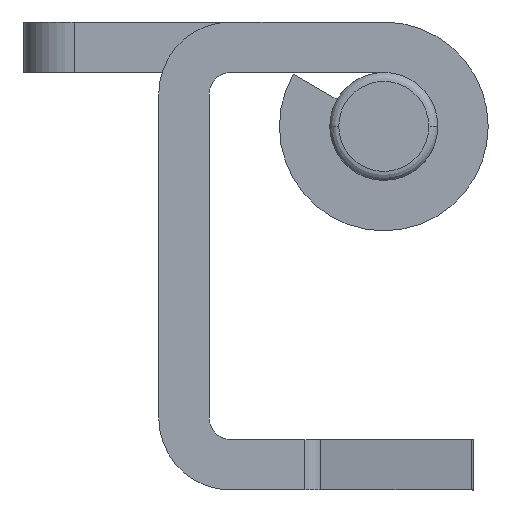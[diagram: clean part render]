
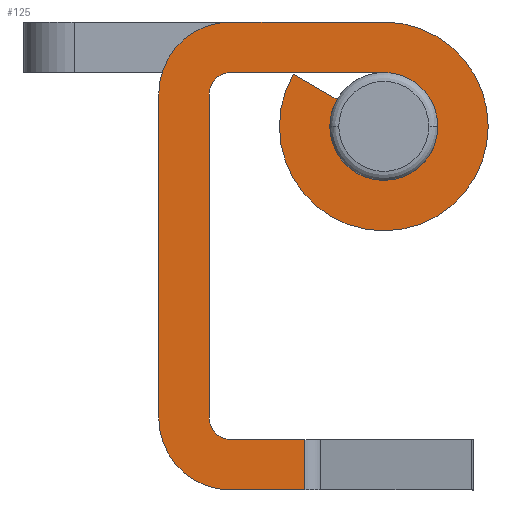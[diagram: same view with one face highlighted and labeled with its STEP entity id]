
A CAD part, front view. The second image highlights one B-rep face of the part: STEP entity #125.
In plain terms, the highlighted planar face has unit normal (0, -1, 0).
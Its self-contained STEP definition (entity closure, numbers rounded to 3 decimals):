
#125=ADVANCED_FACE('',(#265),#2216,.T.);
#265=FACE_OUTER_BOUND('',#423,.T.);
#423=EDGE_LOOP('',(#888,#889,#890,#891,#892,#893,#894,#895,#896,#897,#898,
#899,#900,#901));
#888=ORIENTED_EDGE('',*,*,#1295,.T.);
#889=ORIENTED_EDGE('',*,*,#1299,.T.);
#890=ORIENTED_EDGE('',*,*,#1343,.T.);
#891=ORIENTED_EDGE('',*,*,#1302,.T.);
#892=ORIENTED_EDGE('',*,*,#1344,.T.);
#893=ORIENTED_EDGE('',*,*,#1304,.T.);
#894=ORIENTED_EDGE('',*,*,#1278,.T.);
#895=ORIENTED_EDGE('',*,*,#1282,.T.);
#896=ORIENTED_EDGE('',*,*,#1285,.T.);
#897=ORIENTED_EDGE('',*,*,#1288,.T.);
#898=ORIENTED_EDGE('',*,*,#1351,.T.);
#899=ORIENTED_EDGE('',*,*,#1291,.T.);
#900=ORIENTED_EDGE('',*,*,#1354,.T.);
#901=ORIENTED_EDGE('',*,*,#1294,.T.);
#1278=EDGE_CURVE('',#2035,#2034,#1713,.T.);
#1282=EDGE_CURVE('',#2034,#2037,#1469,.T.);
#1285=EDGE_CURVE('',#2037,#2039,#1715,.T.);
#1288=EDGE_CURVE('',#2039,#2069,#1472,.T.);
#1291=EDGE_CURVE('',#2073,#2072,#1475,.T.);
#1294=EDGE_CURVE('',#2075,#2123,#1478,.T.);
#1295=EDGE_CURVE('',#2123,#2127,#1479,.T.);
#1299=EDGE_CURVE('',#2127,#2057,#1483,.T.);
#1302=EDGE_CURVE('',#2061,#2060,#1486,.T.);
#1304=EDGE_CURVE('',#2063,#2035,#1488,.T.);
#1343=EDGE_CURVE('',#2057,#2061,#1729,.T.);
#1344=EDGE_CURVE('',#2060,#2063,#1730,.T.);
#1351=EDGE_CURVE('',#2069,#2073,#1734,.T.);
#1354=EDGE_CURVE('',#2072,#2075,#1737,.T.);
#1469=B_SPLINE_CURVE_WITH_KNOTS('',1,(#4240,#4241),.UNSPECIFIED.,.F.,.F.,
(2,2),(-140.092,-137.292),.UNSPECIFIED.);
#1472=B_SPLINE_CURVE_WITH_KNOTS('',1,(#4254,#4255),.UNSPECIFIED.,.F.,.F.,
(2,2),(-106.924,-98.424),.UNSPECIFIED.);
#1475=B_SPLINE_CURVE_WITH_KNOTS('',1,(#4260,#4261),.UNSPECIFIED.,.F.,.F.,
(2,2),(-90.424,-72.424),.UNSPECIFIED.);
#1478=B_SPLINE_CURVE_WITH_KNOTS('',1,(#4266,#4267),.UNSPECIFIED.,.F.,.F.,
(2,2),(-64.424,-60.304),.UNSPECIFIED.);
#1479=B_SPLINE_CURVE_WITH_KNOTS('',1,(#4268,#4269),.UNSPECIFIED.,.F.,.F.,
(2,2),(0.,2.8),.UNSPECIFIED.);
#1483=B_SPLINE_CURVE_WITH_KNOTS('',1,(#4276,#4277),.UNSPECIFIED.,.F.,.F.,
(2,2),(-38.743,-34.624),.UNSPECIFIED.);
#1486=B_SPLINE_CURVE_WITH_KNOTS('',1,(#4282,#4283),.UNSPECIFIED.,.F.,.F.,
(2,2),(-32.224,-14.224),.UNSPECIFIED.);
#1488=B_SPLINE_CURVE_WITH_KNOTS('',1,(#4286,#4287),.UNSPECIFIED.,.F.,.F.,
(2,2),(-11.824,-3.324),.UNSPECIFIED.);
#1713=TRIMMED_CURVE($,#1873,(#4232),(#4233),.T.,.CARTESIAN.);
#1715=TRIMMED_CURVE($,#1875,(#4248),(#4249),.T.,.CARTESIAN.);
#1729=TRIMMED_CURVE($,#1889,(#4382),(#4383),.T.,.CARTESIAN.);
#1730=TRIMMED_CURVE($,#1890,(#4385),(#4386),.T.,.CARTESIAN.);
#1734=TRIMMED_CURVE($,#1894,(#4403),(#4404),.T.,.CARTESIAN.);
#1737=TRIMMED_CURVE($,#1897,(#4412),(#4413),.T.,.CARTESIAN.);
#1873=CIRCLE('',#2577,3.);
#1875=CIRCLE('',#2579,5.8);
#1889=CIRCLE('',#2593,1.2);
#1890=CIRCLE('',#2594,1.2);
#1894=CIRCLE('',#2598,4.);
#1897=CIRCLE('',#2601,4.);
#2034=VERTEX_POINT('',#4116);
#2035=VERTEX_POINT('',#4117);
#2037=VERTEX_POINT('',#4119);
#2039=VERTEX_POINT('',#4121);
#2057=VERTEX_POINT('',#4139);
#2060=VERTEX_POINT('',#4142);
#2061=VERTEX_POINT('',#4143);
#2063=VERTEX_POINT('',#4145);
#2069=VERTEX_POINT('',#4151);
#2072=VERTEX_POINT('',#4154);
#2073=VERTEX_POINT('',#4155);
#2075=VERTEX_POINT('',#4157);
#2123=VERTEX_POINT('',#4205);
#2127=VERTEX_POINT('',#4209);
#2216=PLANE('',#2574);
#2574=AXIS2_PLACEMENT_3D('',#4052,#2943,$);
#2577=AXIS2_PLACEMENT_3D($,#4231,#2947,#2948);
#2579=AXIS2_PLACEMENT_3D($,#4247,#2951,#2952);
#2593=AXIS2_PLACEMENT_3D($,#4381,#2979,#2980);
#2594=AXIS2_PLACEMENT_3D($,#4384,#2981,#2982);
#2598=AXIS2_PLACEMENT_3D($,#4402,#2989,#2990);
#2601=AXIS2_PLACEMENT_3D($,#4411,#2995,#2996);
#2943=DIRECTION('',(0.,-1.,0.));
#2947=DIRECTION('',(0.,1.,0.));
#2948=DIRECTION('',(0.,0.,1.));
#2951=DIRECTION('',(0.,-1.,0.));
#2952=DIRECTION('',(-0.866,0.,0.5));
#2979=DIRECTION('',(0.,1.,0.));
#2980=DIRECTION('',(0.,0.,-1.));
#2981=DIRECTION('',(0.,1.,0.));
#2982=DIRECTION('',(-1.,0.,0.));
#2989=DIRECTION('',(0.,-1.,0.));
#2990=DIRECTION('',(0.,0.,1.));
#2995=DIRECTION('',(0.,-1.,0.));
#2996=DIRECTION('',(-1.,0.,0.));
#4052=CARTESIAN_POINT('',(-3.533,56.469,-4.135));
#4116=CARTESIAN_POINT('',(6.561,56.469,17.825));
#4117=CARTESIAN_POINT('',(9.159,56.469,19.325));
#4119=CARTESIAN_POINT('',(4.136,56.469,19.225));
#4121=CARTESIAN_POINT('',(9.159,56.469,22.125));
#4139=CARTESIAN_POINT('',(0.659,56.469,-1.075));
#4142=CARTESIAN_POINT('',(-0.541,56.469,18.125));
#4143=CARTESIAN_POINT('',(-0.541,56.469,0.125));
#4145=CARTESIAN_POINT('',(0.659,56.469,19.325));
#4151=CARTESIAN_POINT('',(0.659,56.469,22.125));
#4154=CARTESIAN_POINT('',(-3.341,56.469,0.125));
#4155=CARTESIAN_POINT('',(-3.341,56.469,18.125));
#4157=CARTESIAN_POINT('',(0.659,56.469,-3.875));
#4205=CARTESIAN_POINT('',(4.779,56.469,-3.875));
#4209=CARTESIAN_POINT('',(4.779,56.469,-1.075));
#4231=CARTESIAN_POINT('',(9.159,56.469,16.325));
#4232=CARTESIAN_POINT('',(9.159,56.469,19.325));
#4233=CARTESIAN_POINT('',(6.561,56.469,17.825));
#4240=CARTESIAN_POINT('',(6.561,56.469,17.825));
#4241=CARTESIAN_POINT('',(4.136,56.469,19.225));
#4247=CARTESIAN_POINT('',(9.159,56.469,16.325));
#4248=CARTESIAN_POINT('',(4.136,56.469,19.225));
#4249=CARTESIAN_POINT('',(9.159,56.469,22.125));
#4254=CARTESIAN_POINT('',(9.159,56.469,22.125));
#4255=CARTESIAN_POINT('',(0.659,56.469,22.125));
#4260=CARTESIAN_POINT('',(-3.341,56.469,18.125));
#4261=CARTESIAN_POINT('',(-3.341,56.469,0.125));
#4266=CARTESIAN_POINT('',(0.659,56.469,-3.875));
#4267=CARTESIAN_POINT('',(4.779,56.469,-3.875));
#4268=CARTESIAN_POINT('',(4.779,56.469,-3.875));
#4269=CARTESIAN_POINT('',(4.779,56.469,-1.075));
#4276=CARTESIAN_POINT('',(4.779,56.469,-1.075));
#4277=CARTESIAN_POINT('',(0.659,56.469,-1.075));
#4282=CARTESIAN_POINT('',(-0.541,56.469,0.125));
#4283=CARTESIAN_POINT('',(-0.541,56.469,18.125));
#4286=CARTESIAN_POINT('',(0.659,56.469,19.325));
#4287=CARTESIAN_POINT('',(9.159,56.469,19.325));
#4381=CARTESIAN_POINT('',(0.659,56.469,0.125));
#4382=CARTESIAN_POINT('',(0.659,56.469,-1.075));
#4383=CARTESIAN_POINT('',(-0.541,56.469,0.125));
#4384=CARTESIAN_POINT('',(0.659,56.469,18.125));
#4385=CARTESIAN_POINT('',(-0.541,56.469,18.125));
#4386=CARTESIAN_POINT('',(0.659,56.469,19.325));
#4402=CARTESIAN_POINT('',(0.659,56.469,18.125));
#4403=CARTESIAN_POINT('',(0.659,56.469,22.125));
#4404=CARTESIAN_POINT('',(-3.341,56.469,18.125));
#4411=CARTESIAN_POINT('',(0.659,56.469,0.125));
#4412=CARTESIAN_POINT('',(-3.341,56.469,0.125));
#4413=CARTESIAN_POINT('',(0.659,56.469,-3.875));
